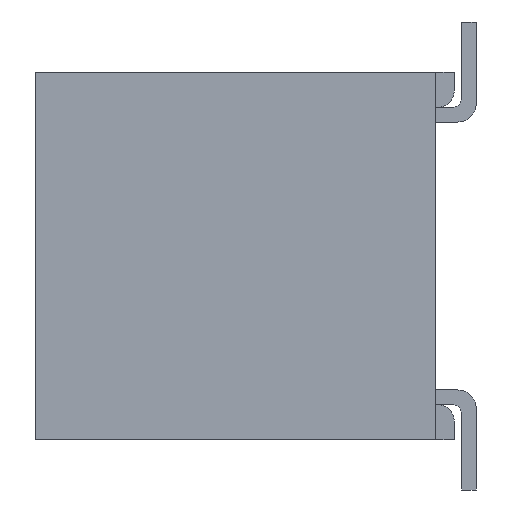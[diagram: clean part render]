
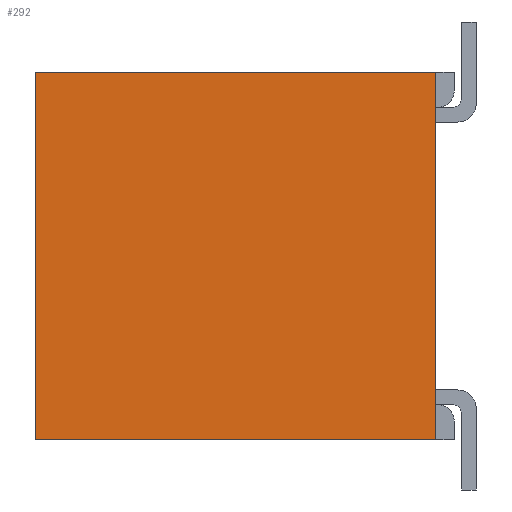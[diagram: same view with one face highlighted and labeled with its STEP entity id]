
A CAD part, left-side view. The second image highlights one B-rep face of the part: STEP entity #292.
In plain terms, the highlighted planar face has unit normal (-1, 0, 0).
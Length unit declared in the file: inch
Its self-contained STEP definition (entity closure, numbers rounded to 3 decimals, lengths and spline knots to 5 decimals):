
#292=ADVANCED_FACE( '', ( #546 ), #547, .F. );
#440=DIRECTION( '', ( 0., 0., 1. ) );
#441=DIRECTION( '', ( 1., 0., 0. ) );
#546=FACE_OUTER_BOUND( '', #880, .T. );
#547=PLANE( '', #881 );
#880=EDGE_LOOP( '', ( #1494, #1495, #1496, #1497 ) );
#881=AXIS2_PLACEMENT_3D( '', #1498, #441, #1123 );
#1123=DIRECTION( '', ( 0., 0., -1. ) );
#1494=ORIENTED_EDGE( '', *, *, #2556, .T. );
#1495=ORIENTED_EDGE( '', *, *, #2596, .T. );
#1496=ORIENTED_EDGE( '', *, *, #2649, .F. );
#1497=ORIENTED_EDGE( '', *, *, #2650, .F. );
#1498=CARTESIAN_POINT( '', ( -0.08, 0.228, -0.1 ) );
#1814=CARTESIAN_POINT( '', ( -0.08, 0.228, 0.1 ) );
#2556=EDGE_CURVE( '', #3260, #3258, #3261, .T. );
#2596=EDGE_CURVE( '', #3258, #3323, #3325, .T. );
#2649=EDGE_CURVE( '', #3394, #3323, #3395, .T. );
#2650=EDGE_CURVE( '', #3260, #3394, #3396, .T. );
#3258=VERTEX_POINT( '', #3930 );
#3260=VERTEX_POINT( '', #1498 );
#3261=LINE( '', #1498, #3924 );
#3323=VERTEX_POINT( '', #3969 );
#3325=LINE( '', #3970, #3751 );
#3394=VERTEX_POINT( '', #1814 );
#3395=LINE( '', #1814, #3924 );
#3396=LINE( '', #1498, #3751 );
#3751=VECTOR( '', #440, 39.37008 );
#3924=VECTOR( '', #4234, 39.37008 );
#3930=CARTESIAN_POINT( '', ( -0.08, 0.01, -0.1 ) );
#3969=CARTESIAN_POINT( '', ( -0.08, 0.01, 0.1 ) );
#3970=CARTESIAN_POINT( '', ( -0.08, 0.01, -0.081 ) );
#4234=DIRECTION( '', ( 0., -1., 0. ) );
